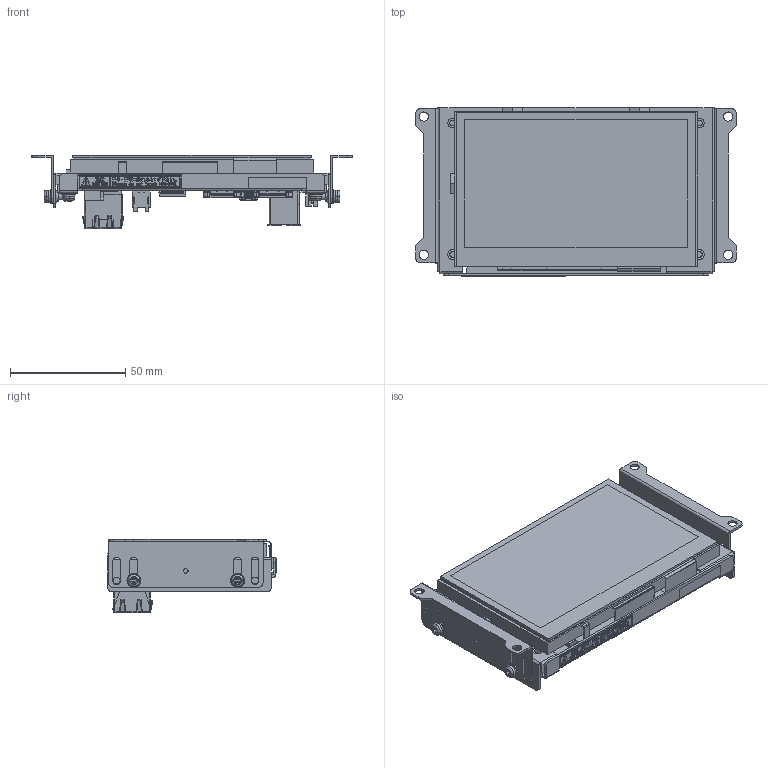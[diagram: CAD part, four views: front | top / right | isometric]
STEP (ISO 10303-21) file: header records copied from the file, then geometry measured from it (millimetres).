
FILE_DESCRIPTION(/* description */ (''),/* implementation_level */ '2;1');
FILE_NAME(/* name */ '',/* time_stamp */ '2023-11-21T19:45:18+09:00',/* author */ (''),/* organization */ (''),/* preprocessor_version */ 'ST-DEVELOPER v18.1',/* originating_system */ 'Autodesk Inventor 2020',/* authorisation */ '');
FILE_SCHEMA (('AUTOMOTIVE_DESIGN { 1 0 10303 214 3 1 1 }'));
Products named in the file (1): HP_EMG8-W104A7-0005-XX7_parts
Bounding box: 139 x 73.2 x 32.07 mm (x, y, z)
Volume: 92214.7 mm3; surface area: 78936.7 mm2
Topology: 1 solids, 5 shells, 7390 faces, 20903 edges, 13611 vertices
Faces by surface type: plane 5483, cylinder 1258, bspline 551, sphere 40, torus 36, cone 22
Full cylindrical faces by diameter (mm): 0.3 x1, 1.2 x3, 1.328 x1, 2 x2, 2.459 x4, 3 x4, 3.5 x4, 4 x6, 4.24 x4, 4.25 x4, 6.5 x4, 8 x8
Entity records: 242275 total; most frequent: CARTESIAN_POINT 51856, ORIENTED_EDGE 41792, DIRECTION 36097, EDGE_CURVE 20896, LINE 16795, VECTOR 16795, VERTEX_POINT 13611, AXIS2_PLACEMENT_3D 9651
